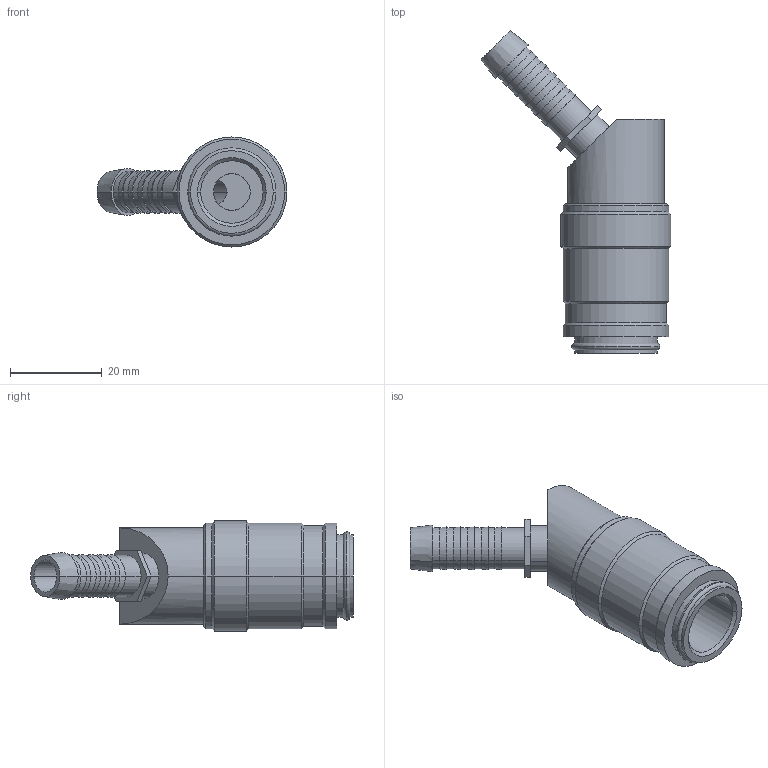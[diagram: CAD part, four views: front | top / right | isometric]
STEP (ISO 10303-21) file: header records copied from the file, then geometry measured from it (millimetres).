
FILE_DESCRIPTION(('STEP AP214'),'1');
FILE_NAME('esd_9_tl-45ab.stp','2020-04-22T06:13:02',('TraceParts'),('TraceParts S.A.'),'Spatial InterOp 3D',' ',' ');
FILE_SCHEMA(('automotive_design'));
Length unit declared in the file: millimetre
Products named in the file (1): 1
Bounding box: 41.37 x 70.27 x 24 mm (x, y, z)
Volume: 15622.1 mm3; surface area: 7347.3 mm2
Topology: 1 solids, 1 shells, 86 faces, 179 edges, 107 vertices
Faces by surface type: cylinder 36, cone 24, plane 22, torus 4
Entity records: 3103 total; most frequent: CARTESIAN_POINT 487, DIRECTION 449, ORIENTED_EDGE 358, AXIS2_PLACEMENT_3D 185, EDGE_CURVE 179, VERTEX_POINT 107, EDGE_LOOP 100, CIRCLE 94
